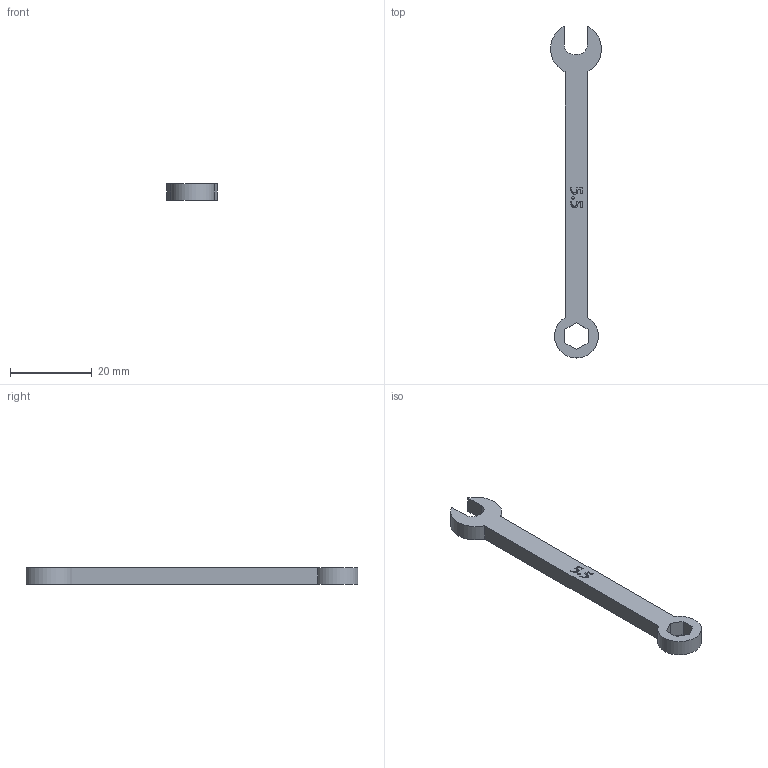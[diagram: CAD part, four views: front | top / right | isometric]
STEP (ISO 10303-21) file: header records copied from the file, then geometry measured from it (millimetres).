
FILE_DESCRIPTION(/* description */ ('STEP AP242','CAx-IF Rec.Pracs.---Representation and Presentation of Product Manufacturing Information (PMI)---4.0---2014-10-13','CAx-IF Rec.Pracs.---3D Tessellated Geometry---0.4---2014-09-14','2;1'),/* implementation_level */ '2;1');
FILE_NAME(/* name */ '668ec7f9ee318c190b203731',/* time_stamp */ '2024-07-10T17:42:18Z',/* author */ (''),/* organization */ (''),/* preprocessor_version */ 'ST-DEVELOPER v20',/* originating_system */ ' ',/* authorisation */ ' ');
FILE_SCHEMA (('AP242_MANAGED_MODEL_BASED_3D_ENGINEERING_MIM_LF { 1 0 10303 442 1 1 4 }'));
Length unit declared in the file: millimetre
Products named in the file (1): 5_5mmWrench_Edited
Bounding box: 12.47 x 81.36 x 4 mm (x, y, z)
Volume: 1902.9 mm3; surface area: 1848.6 mm2
Topology: 1 solids, 1 shells, 65 faces, 180 edges, 120 vertices
Faces by surface type: plane 40, bspline 20, cylinder 5
Entity records: 2150 total; most frequent: CARTESIAN_POINT 586, ORIENTED_EDGE 360, DIRECTION 242, EDGE_CURVE 180, LINE 130, VECTOR 130, VERTEX_POINT 120, EDGE_LOOP 70
